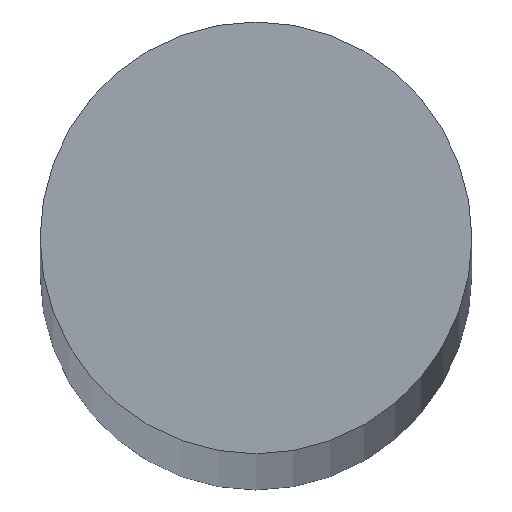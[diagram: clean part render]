
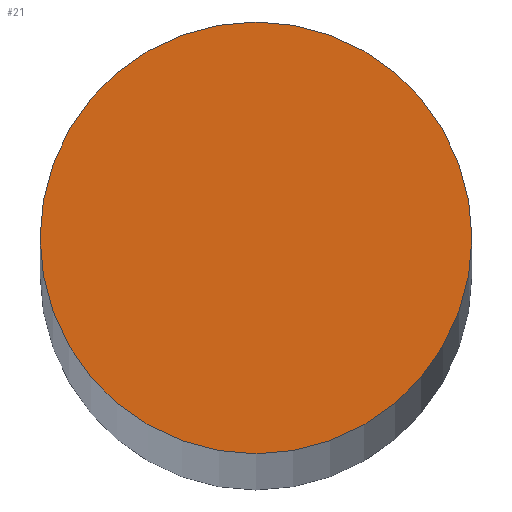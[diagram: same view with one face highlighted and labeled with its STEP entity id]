
A CAD part, top view. The second image highlights one B-rep face of the part: STEP entity #21.
In plain terms, the highlighted planar face has unit normal (0, 0, 1).
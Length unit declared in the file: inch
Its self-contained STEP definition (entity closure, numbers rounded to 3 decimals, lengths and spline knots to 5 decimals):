
#1 = DIRECTION ( 'NONE',  ( 0., 0., 1. ) ) ;
#9 = FACE_OUTER_BOUND ( 'NONE', #115, .T. ) ;
#21 = ADVANCED_FACE ( 'NONE', ( #9 ), #42, .T. ) ;
#24 = CIRCLE ( 'NONE', #140, 0.37475 ) ;
#26 = CIRCLE ( 'NONE', #134, 0.37475 ) ;
#36 = AXIS2_PLACEMENT_3D ( 'NONE', #53, #123, #111 ) ;
#40 = VERTEX_POINT ( 'NONE', #89 ) ;
#42 = PLANE ( 'NONE',  #36 ) ;
#53 = CARTESIAN_POINT ( 'NONE',  ( 0., 0., 18. ) ) ;
#55 = DIRECTION ( 'NONE',  ( 0., 0., 1. ) ) ;
#61 = CARTESIAN_POINT ( 'NONE',  ( -0.37475, 0., 18. ) ) ;
#69 = EDGE_CURVE ( 'NONE', #141, #40, #24, .T. ) ;
#72 = CARTESIAN_POINT ( 'NONE',  ( 0., 0., 18. ) ) ;
#82 = ORIENTED_EDGE ( 'NONE', *, *, #92, .T. ) ;
#83 = ORIENTED_EDGE ( 'NONE', *, *, #69, .T. ) ;
#85 = DIRECTION ( 'NONE',  ( 1., 0., 0. ) ) ;
#89 = CARTESIAN_POINT ( 'NONE',  ( 0.37475, 0., 18. ) ) ;
#92 = EDGE_CURVE ( 'NONE', #40, #141, #26, .T. ) ;
#111 = DIRECTION ( 'NONE',  ( 1., 0., 0. ) ) ;
#115 = EDGE_LOOP ( 'NONE', ( #83, #82 ) ) ;
#123 = DIRECTION ( 'NONE',  ( 0., 0., 1. ) ) ;
#125 = CARTESIAN_POINT ( 'NONE',  ( 0., 0., 18. ) ) ;
#134 = AXIS2_PLACEMENT_3D ( 'NONE', #72, #1, #85 ) ;
#136 = DIRECTION ( 'NONE',  ( 1., 0., 0. ) ) ;
#140 = AXIS2_PLACEMENT_3D ( 'NONE', #125, #55, #136 ) ;
#141 = VERTEX_POINT ( 'NONE', #61 ) ;
